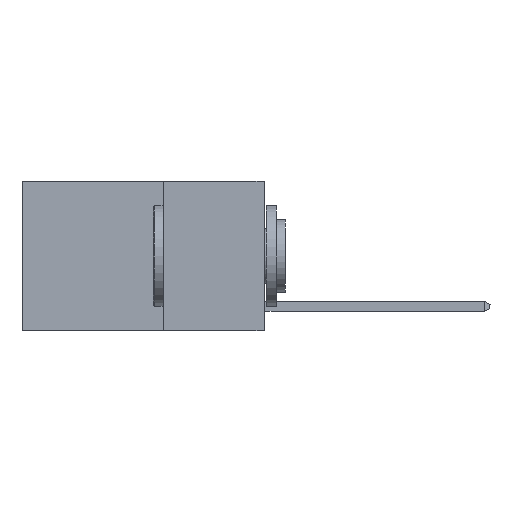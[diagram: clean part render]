
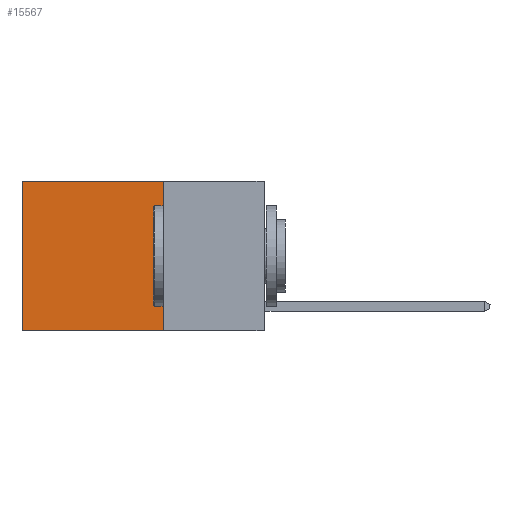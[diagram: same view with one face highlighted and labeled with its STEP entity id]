
A CAD part, left-side view. The second image highlights one B-rep face of the part: STEP entity #15567.
In plain terms, the highlighted planar face has unit normal (-1, 0, 0).
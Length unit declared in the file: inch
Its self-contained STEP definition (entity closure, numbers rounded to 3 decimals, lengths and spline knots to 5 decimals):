
#246 = AXIS2_PLACEMENT_3D ( 'NONE', #11509, #2521, #13017 ) ;
#818 = FACE_OUTER_BOUND ( 'NONE', #10851, .T. ) ;
#1546 = EDGE_CURVE ( 'NONE', #14518, #6201, #15157, .T. ) ;
#1770 = CARTESIAN_POINT ( 'NONE',  ( 0.2625, 0.6, -0.37 ) ) ;
#1973 = ORIENTED_EDGE ( 'NONE', *, *, #18213, .T. ) ;
#2274 = LINE ( 'NONE', #17263, #17740 ) ;
#2341 = ORIENTED_EDGE ( 'NONE', *, *, #1546, .F. ) ;
#2503 = LINE ( 'NONE', #9129, #16084 ) ;
#2521 = DIRECTION ( 'NONE',  ( 1., 0., 0. ) ) ;
#3108 = CARTESIAN_POINT ( 'NONE',  ( 0.2625, 0.25, -0.37 ) ) ;
#3670 = VERTEX_POINT ( 'NONE', #14864 ) ;
#4018 = PLANE ( 'NONE',  #246 ) ;
#5291 = VERTEX_POINT ( 'NONE', #11328 ) ;
#5926 = DIRECTION ( 'NONE',  ( 0., 0., -1. ) ) ;
#6201 = VERTEX_POINT ( 'NONE', #1770 ) ;
#6903 = CARTESIAN_POINT ( 'NONE',  ( 0.2625, 0.25, -0.37 ) ) ;
#8505 = EDGE_CURVE ( 'NONE', #3670, #5291, #2503, .T. ) ;
#9129 = CARTESIAN_POINT ( 'NONE',  ( 0.2625, 0.25, 0. ) ) ;
#9234 = LINE ( 'NONE', #14818, #14111 ) ;
#10851 = EDGE_LOOP ( 'NONE', ( #1973, #2341, #16055, #16939 ) ) ;
#11328 = CARTESIAN_POINT ( 'NONE',  ( 0.2625, 0.6, 0. ) ) ;
#11509 = CARTESIAN_POINT ( 'NONE',  ( 0.2625, 0.25, 0. ) ) ;
#13017 = DIRECTION ( 'NONE',  ( 0., 0., -1. ) ) ;
#14111 = VECTOR ( 'NONE', #5926, 39.37008 ) ;
#14287 = DIRECTION ( 'NONE',  ( 0., 1., 0. ) ) ;
#14310 = DIRECTION ( 'NONE',  ( 0., 0., -1. ) ) ;
#14518 = VERTEX_POINT ( 'NONE', #3108 ) ;
#14818 = CARTESIAN_POINT ( 'NONE',  ( 0.2625, 0.6, 0. ) ) ;
#14864 = CARTESIAN_POINT ( 'NONE',  ( 0.2625, 0.25, 0. ) ) ;
#15157 = LINE ( 'NONE', #6903, #18671 ) ;
#15489 = EDGE_CURVE ( 'NONE', #3670, #14518, #2274, .T. ) ;
#15567 = ADVANCED_FACE ( 'NONE', ( #818 ), #4018, .F. ) ;
#16055 = ORIENTED_EDGE ( 'NONE', *, *, #15489, .F. ) ;
#16084 = VECTOR ( 'NONE', #18049, 39.37008 ) ;
#16939 = ORIENTED_EDGE ( 'NONE', *, *, #8505, .T. ) ;
#17263 = CARTESIAN_POINT ( 'NONE',  ( 0.2625, 0.25, 0. ) ) ;
#17740 = VECTOR ( 'NONE', #14310, 39.37008 ) ;
#18049 = DIRECTION ( 'NONE',  ( 0., 1., 0. ) ) ;
#18213 = EDGE_CURVE ( 'NONE', #5291, #6201, #9234, .T. ) ;
#18671 = VECTOR ( 'NONE', #14287, 39.37008 ) ;
